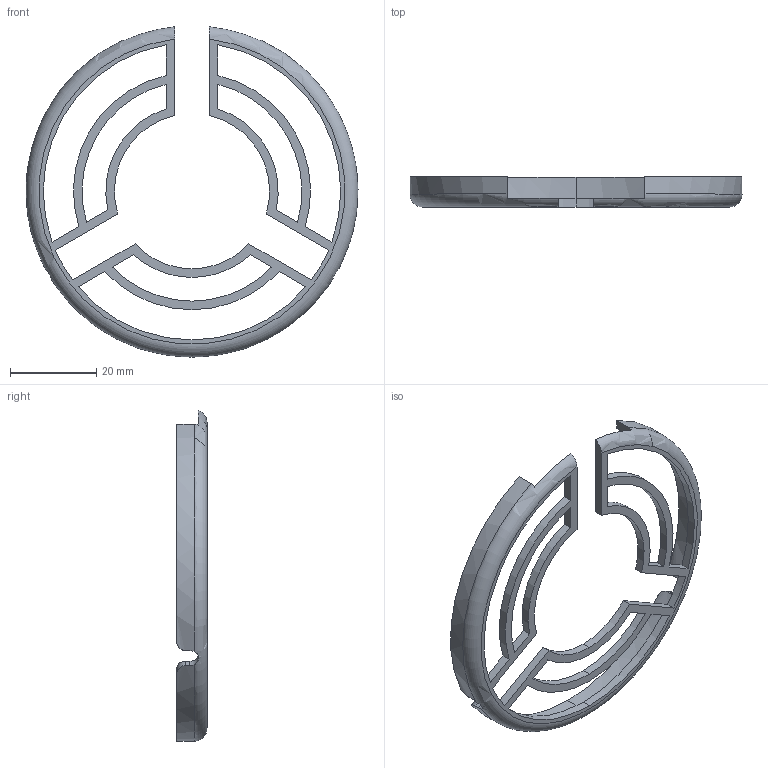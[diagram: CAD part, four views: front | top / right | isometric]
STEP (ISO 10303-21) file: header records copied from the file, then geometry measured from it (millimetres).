
FILE_DESCRIPTION (( 'STEP AP203' ), '1' );
FILE_NAME ('230325 Ñåòêà âåðõíÿÿ MUR Thruster 1500.STEP', '2023-03-24T19:28:50', ( '' ), ( '' ), 'SwSTEP 2.0', 'SolidWorks 2018', '' );
FILE_SCHEMA (( 'CONFIG_CONTROL_DESIGN' ));
Length unit declared in the file: millimetre
Products named in the file (1): 230325 Ñåòêà âåðõíÿÿ MUR Thruster 1500
Bounding box: 77 x 7 x 76.62 mm (x, y, z)
Volume: 4530.2 mm3; surface area: 6814.6 mm2
Topology: 1 solids, 1 shells, 68 faces, 194 edges, 128 vertices
Faces by surface type: cylinder 38, plane 29, torus 1
Entity records: 2528 total; most frequent: CARTESIAN_POINT 637, ORIENTED_EDGE 388, DIRECTION 371, EDGE_CURVE 194, AXIS2_PLACEMENT_3D 132, VERTEX_POINT 128, VECTOR 107, LINE 107
